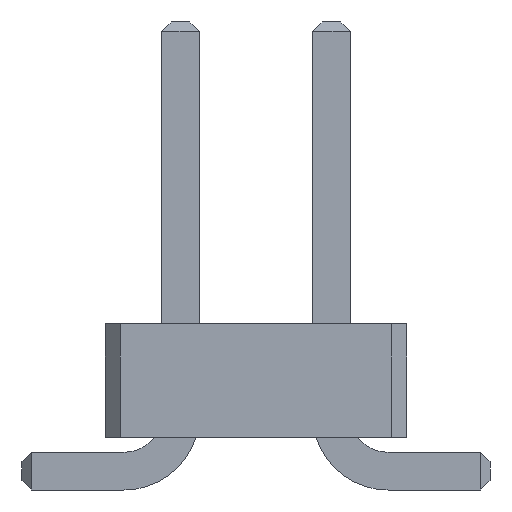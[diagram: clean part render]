
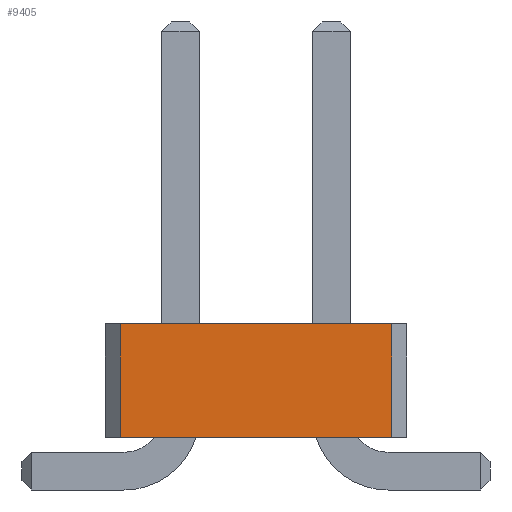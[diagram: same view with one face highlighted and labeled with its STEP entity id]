
A CAD part, front view. The second image highlights one B-rep face of the part: STEP entity #9405.
In plain terms, the highlighted planar face has unit normal (0, -1, 0).
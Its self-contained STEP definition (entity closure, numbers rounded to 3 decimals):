
#743 = VERTEX_POINT('',#744);
#744 = CARTESIAN_POINT('',(1.8,-28.,0.7));
#750 = EDGE_CURVE('',#751,#743,#753,.T.);
#751 = VERTEX_POINT('',#752);
#752 = CARTESIAN_POINT('',(-1.8,-28.,0.7));
#753 = LINE('',#754,#755);
#754 = CARTESIAN_POINT('',(-2.,-28.,0.7));
#755 = VECTOR('',#756,1.);
#756 = DIRECTION('',(1.,0.,0.));
#4031 = VERTEX_POINT('',#4032);
#4032 = CARTESIAN_POINT('',(-1.8,-28.,2.2));
#4038 = EDGE_CURVE('',#4031,#4039,#4041,.T.);
#4039 = VERTEX_POINT('',#4040);
#4040 = CARTESIAN_POINT('',(1.8,-28.,2.2));
#4041 = LINE('',#4042,#4043);
#4042 = CARTESIAN_POINT('',(-2.,-28.,2.2));
#4043 = VECTOR('',#4044,1.);
#4044 = DIRECTION('',(1.,0.,0.));
#9395 = EDGE_CURVE('',#751,#4031,#9396,.T.);
#9396 = LINE('',#9397,#9398);
#9397 = CARTESIAN_POINT('',(-1.8,-28.,0.7));
#9398 = VECTOR('',#9399,1.);
#9399 = DIRECTION('',(0.,0.,1.));
#9405 = ADVANCED_FACE('',(#9406),#9417,.F.);
#9406 = FACE_BOUND('',#9407,.F.);
#9407 = EDGE_LOOP('',(#9408,#9409,#9410,#9411));
#9408 = ORIENTED_EDGE('',*,*,#750,.F.);
#9409 = ORIENTED_EDGE('',*,*,#9395,.T.);
#9410 = ORIENTED_EDGE('',*,*,#4038,.T.);
#9411 = ORIENTED_EDGE('',*,*,#9412,.F.);
#9412 = EDGE_CURVE('',#743,#4039,#9413,.T.);
#9413 = LINE('',#9414,#9415);
#9414 = CARTESIAN_POINT('',(1.8,-28.,0.7));
#9415 = VECTOR('',#9416,1.);
#9416 = DIRECTION('',(0.,0.,1.));
#9417 = PLANE('',#9418);
#9418 = AXIS2_PLACEMENT_3D('',#9419,#9420,#9421);
#9419 = CARTESIAN_POINT('',(-2.,-28.,0.7));
#9420 = DIRECTION('',(0.,1.,0.));
#9421 = DIRECTION('',(1.,0.,0.));
